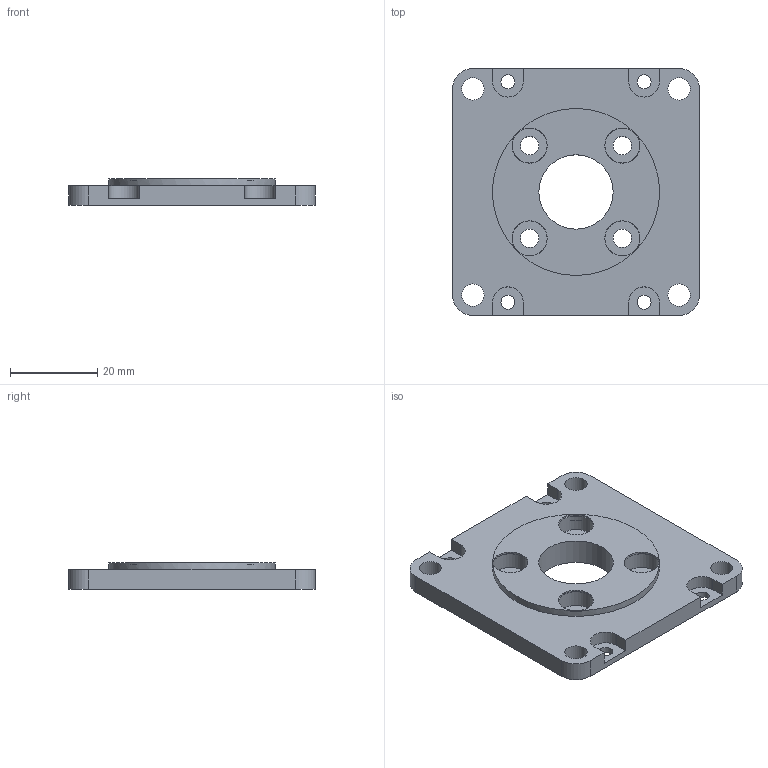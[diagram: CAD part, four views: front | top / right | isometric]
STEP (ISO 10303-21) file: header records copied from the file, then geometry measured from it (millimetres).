
FILE_DESCRIPTION( ( '' ), ' ' );
FILE_NAME( '5a72aed2ccce600ecc068677.step', '2018-02-01T06:08:19', ( '' ), ( '' ), ' ', ' ', ' ' );
FILE_SCHEMA( ( 'AUTOMOTIVE_DESIGN { 1 0 10303 214 1 1 1 1 }' ) );
Length unit declared in the file: metre
Products named in the file (1): NEMA23 N5065 Front Plate
Bounding box: 56.4 x 56.4 x 6 mm (x, y, z)
Volume: 12538.6 mm3; surface area: 7979.5 mm2
Topology: 1 solids, 1 shells, 57 faces, 147 edges, 97 vertices
Faces by surface type: cylinder 30, plane 23, cone 4
Full cylindrical faces by diameter (mm): 3.2 x4, 4.2 x4, 5.1 x4, 8 x4, 8.05 x4, 17 x1, 38.1 x1
Entity records: 2106 total; most frequent: DIRECTION 292, CARTESIAN_POINT 266, ORIENTED_EDGE 232, AXIS2_PLACEMENT_3D 118, EDGE_CURVE 116, EDGE_LOOP 114, VERTEX_POINT 92, FACE_OUTER_BOUND 79
